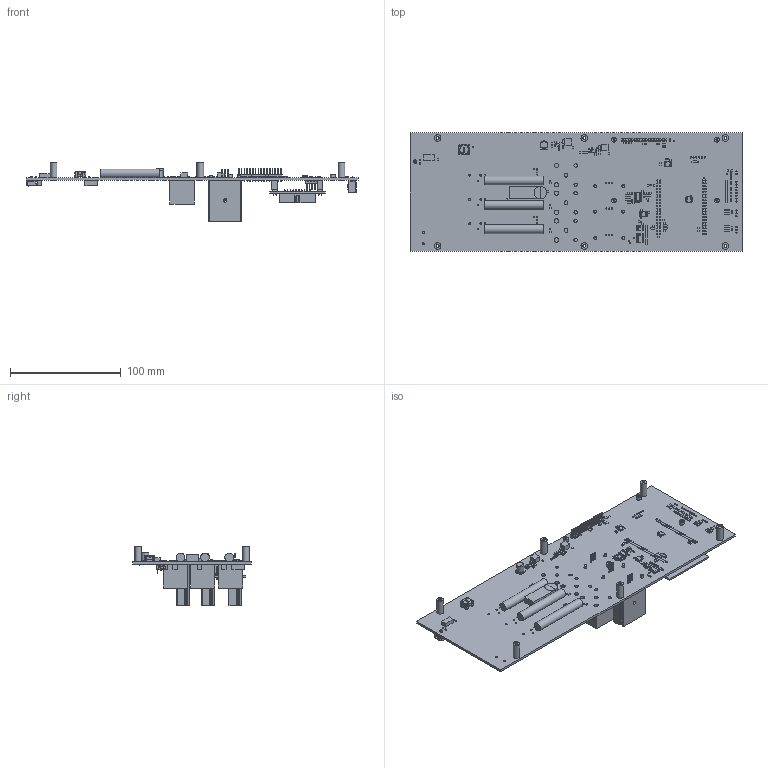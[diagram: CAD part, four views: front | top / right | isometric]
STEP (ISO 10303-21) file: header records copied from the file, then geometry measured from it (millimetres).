
FILE_DESCRIPTION(('Open CASCADE Model'),'2;1');
FILE_NAME('Open CASCADE Shape Model','2017-08-24T16:47:54',('Author'),( 'Open CASCADE'),'Open CASCADE STEP processor 6.8','Open CASCADE 6.8' ,'Unknown');
FILE_SCHEMA(('AUTOMOTIVE_DESIGN { 1 0 10303 214 1 1 1 1 }'));
Length unit declared in the file: millimetre
Products named in the file (329): PCB; Board; R79; 847079968; Extruded; R78; R77; R76; 847079832; R75; R28; R25; Q7; 847080512; Q6; D15; 847079696; MP10; 9774030243; MP9; MP8; MP7; MP6; 9774140360; MP5; MP4; MP3; MP2; MP1; X7; 901361103; Open CASCADE STEP translator 6.8 1.22.1.1; Open CASCADE STEP translator 6.8 1.22.1.2; X6; 901361102; Open CASCADE STEP translator 6.8 1.23.1.1; Open CASCADE STEP translator 6.8 1.23.1.2; R65; R64; R63 ...
Assembly tree (575 placements, depth 6):
  PCB
    Board
    R79
      847079968
        Extruded
    R78
      847079968
        Extruded
    R77
      847079968
        Extruded
    R76
      847079832
        Extruded
    R75
      847079968
        Extruded
    R28
      847079968
        Extruded
    R25
      847079968
        Extruded
    Q7
      847080512
        Extruded
    Q6
      847080512
        Extruded
    D15
      847079696
        Extruded
    MP10
      9774030243
    MP9
      9774030243
    MP8
      9774030243
    MP7
      9774030243
    MP6
      9774140360
    MP5
      9774140360
    MP4
      9774140360
    MP3
      9774140360
    MP2
      9774140360
    MP1
      9774140360
    X7
      901361103
        Open CASCADE STEP translator 6.8 1.22.1.1
        Open CASCADE STEP translator 6.8 1.22.1.2
    X6
      901361102
        Open CASCADE STEP translator 6.8 1.23.1.1
        Open CASCADE STEP translator 6.8 1.23.1.2
Bounding box: 300 x 107.5 x 53.66 mm (x, y, z)
Volume: 145716.4 mm3; surface area: 130568.6 mm2
Topology: 441 solids, 444 shells, 8438 faces, 19869 edges, 12362 vertices
Faces by surface type: plane 6646, cylinder 1367, torus 155, bspline 134, sphere 118, extrusion 16, cone 2
Full cylindrical faces by diameter (mm): 0.13 x206, 0.5 x1, 0.562 x1, 0.7 x1, 0.89 x15, 1 x90, 1.07 x8, 1.1 x37, 1.567 x4, 1.7 x8, 2.459 x6, 2.7 x6, 2.8 x4, 3 x11, 3.5 x3, 4 x6, 4.2 x6, 4.35 x4, 4.4 x6, 5.688 x1, 6 x6, 6.5 x1, 7.9 x3, 11.44 x1
Entity records: 204695 total; most frequent: CARTESIAN_POINT 50408, ORIENTED_EDGE 25213, DIRECTION 24886, EDGE_CURVE 12609, VECTOR 10282, LINE 10266, VERTEX_POINT 7738, AXIS2_PLACEMENT_3D 7302
